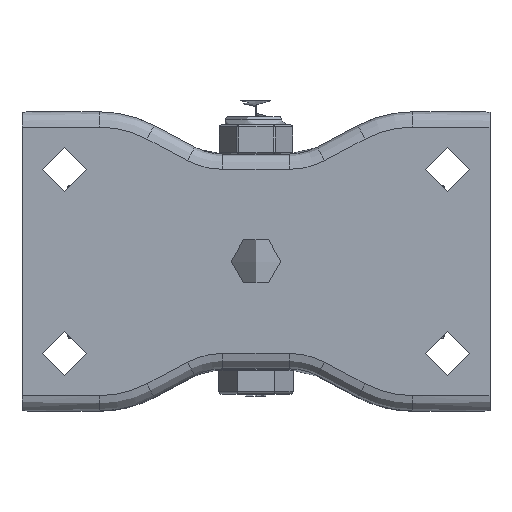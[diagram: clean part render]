
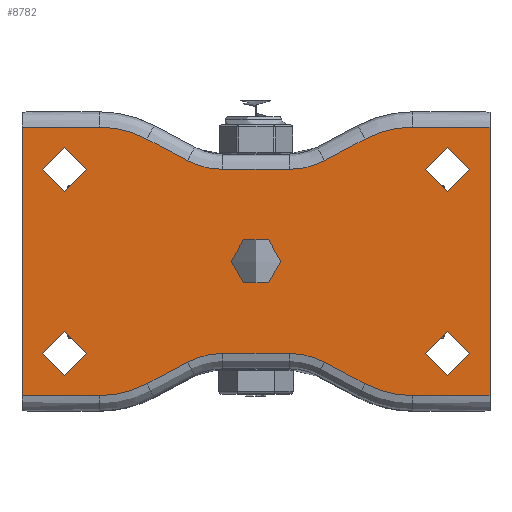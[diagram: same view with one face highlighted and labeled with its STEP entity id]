
A CAD part, top view. The second image highlights one B-rep face of the part: STEP entity #8782.
In plain terms, the highlighted planar face has unit normal (0, 0, 1).
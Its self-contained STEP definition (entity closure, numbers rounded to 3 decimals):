
#1054=FACE_BOUND('',#2121,.T.);
#1055=FACE_BOUND('',#2122,.T.);
#1056=FACE_BOUND('',#2123,.T.);
#1057=FACE_BOUND('',#2124,.T.);
#1058=FACE_BOUND('',#2125,.T.);
#1155=CIRCLE('',#9473,5.75);
#1157=CIRCLE('',#9476,5.75);
#1166=CIRCLE('',#9514,26.5);
#1169=CIRCLE('',#9519,19.5);
#1172=CIRCLE('',#9524,19.5);
#1175=CIRCLE('',#9529,26.5);
#1178=CIRCLE('',#9534,6.5);
#1183=CIRCLE('',#9542,5.75);
#1185=CIRCLE('',#9545,5.75);
#1192=CIRCLE('',#9565,26.5);
#1193=CIRCLE('',#9566,19.5);
#1194=CIRCLE('',#9567,19.5);
#1195=CIRCLE('',#9568,26.5);
#1196=CIRCLE('',#9569,6.5);
#1575=FACE_OUTER_BOUND('',#2120,.T.);
#2120=EDGE_LOOP('',(#6140,#6141,#6142,#6143,#6144,#6145,#6146,#6147,#6148,
#6149,#6150,#6151,#6152,#6153,#6154,#6155,#6156,#6157,#6158,#6159));
#2121=EDGE_LOOP('',(#6160,#6161));
#2122=EDGE_LOOP('',(#6162));
#2123=EDGE_LOOP('',(#6163));
#2124=EDGE_LOOP('',(#6164));
#2125=EDGE_LOOP('',(#6165));
#2759=LINE('',#12860,#3278);
#2760=LINE('',#12868,#3279);
#2761=LINE('',#12876,#3280);
#2762=LINE('',#12884,#3281);
#2763=LINE('',#12893,#3282);
#2775=LINE('',#12941,#3294);
#2791=LINE('',#13014,#3310);
#2792=LINE('',#13016,#3311);
#2793=LINE('',#13020,#3312);
#2794=LINE('',#13024,#3313);
#2795=LINE('',#13028,#3314);
#2796=LINE('',#13031,#3315);
#3278=VECTOR('',#10516,10.);
#3279=VECTOR('',#10527,10.);
#3280=VECTOR('',#10538,10.);
#3281=VECTOR('',#10549,10.);
#3282=VECTOR('',#10562,10.);
#3294=VECTOR('',#10608,1.);
#3310=VECTOR('',#10654,1.);
#3311=VECTOR('',#10655,10.);
#3312=VECTOR('',#10658,10.);
#3313=VECTOR('',#10661,10.);
#3314=VECTOR('',#10664,10.);
#3315=VECTOR('',#10667,10.);
#3767=VERTEX_POINT('',#12723);
#3769=VERTEX_POINT('',#12729);
#3799=VERTEX_POINT('',#12857);
#3800=VERTEX_POINT('',#12859);
#3801=VERTEX_POINT('',#12863);
#3802=VERTEX_POINT('',#12867);
#3803=VERTEX_POINT('',#12871);
#3804=VERTEX_POINT('',#12875);
#3805=VERTEX_POINT('',#12879);
#3806=VERTEX_POINT('',#12883);
#3807=VERTEX_POINT('',#12887);
#3808=VERTEX_POINT('',#12891);
#3810=VERTEX_POINT('',#12896);
#3811=VERTEX_POINT('',#12898);
#3822=VERTEX_POINT('',#12924);
#3824=VERTEX_POINT('',#12930);
#3827=VERTEX_POINT('',#12940);
#3845=VERTEX_POINT('',#13013);
#3846=VERTEX_POINT('',#13015);
#3847=VERTEX_POINT('',#13017);
#3848=VERTEX_POINT('',#13019);
#3849=VERTEX_POINT('',#13021);
#3850=VERTEX_POINT('',#13023);
#3851=VERTEX_POINT('',#13025);
#3852=VERTEX_POINT('',#13027);
#3853=VERTEX_POINT('',#13029);
#4615=EDGE_CURVE('',#3767,#3767,#1155,.T.);
#4618=EDGE_CURVE('',#3769,#3769,#1157,.T.);
#4669=EDGE_CURVE('',#3800,#3799,#2759,.T.);
#4671=EDGE_CURVE('',#3801,#3800,#1166,.T.);
#4673=EDGE_CURVE('',#3802,#3801,#2760,.T.);
#4675=EDGE_CURVE('',#3803,#3802,#1169,.T.);
#4677=EDGE_CURVE('',#3804,#3803,#2761,.T.);
#4679=EDGE_CURVE('',#3805,#3804,#1172,.T.);
#4681=EDGE_CURVE('',#3806,#3805,#2762,.T.);
#4683=EDGE_CURVE('',#3807,#3806,#1175,.T.);
#4686=EDGE_CURVE('',#3808,#3807,#2763,.T.);
#4688=EDGE_CURVE('',#3810,#3811,#1178,.T.);
#4701=EDGE_CURVE('',#3822,#3822,#1183,.T.);
#4704=EDGE_CURVE('',#3824,#3824,#1185,.T.);
#4708=EDGE_CURVE('',#3827,#3808,#2775,.T.);
#4735=EDGE_CURVE('',#3799,#3845,#2791,.T.);
#4736=EDGE_CURVE('',#3846,#3845,#2792,.T.);
#4737=EDGE_CURVE('',#3847,#3846,#1192,.T.);
#4738=EDGE_CURVE('',#3848,#3847,#2793,.T.);
#4739=EDGE_CURVE('',#3849,#3848,#1193,.T.);
#4740=EDGE_CURVE('',#3850,#3849,#2794,.T.);
#4741=EDGE_CURVE('',#3851,#3850,#1194,.T.);
#4742=EDGE_CURVE('',#3852,#3851,#2795,.T.);
#4743=EDGE_CURVE('',#3853,#3852,#1195,.T.);
#4744=EDGE_CURVE('',#3827,#3853,#2796,.T.);
#4745=EDGE_CURVE('',#3810,#3811,#1196,.T.);
#6140=ORIENTED_EDGE('',*,*,#4708,.T.);
#6141=ORIENTED_EDGE('',*,*,#4686,.T.);
#6142=ORIENTED_EDGE('',*,*,#4683,.T.);
#6143=ORIENTED_EDGE('',*,*,#4681,.T.);
#6144=ORIENTED_EDGE('',*,*,#4679,.T.);
#6145=ORIENTED_EDGE('',*,*,#4677,.T.);
#6146=ORIENTED_EDGE('',*,*,#4675,.T.);
#6147=ORIENTED_EDGE('',*,*,#4673,.T.);
#6148=ORIENTED_EDGE('',*,*,#4671,.T.);
#6149=ORIENTED_EDGE('',*,*,#4669,.T.);
#6150=ORIENTED_EDGE('',*,*,#4735,.T.);
#6151=ORIENTED_EDGE('',*,*,#4736,.F.);
#6152=ORIENTED_EDGE('',*,*,#4737,.F.);
#6153=ORIENTED_EDGE('',*,*,#4738,.F.);
#6154=ORIENTED_EDGE('',*,*,#4739,.F.);
#6155=ORIENTED_EDGE('',*,*,#4740,.F.);
#6156=ORIENTED_EDGE('',*,*,#4741,.F.);
#6157=ORIENTED_EDGE('',*,*,#4742,.F.);
#6158=ORIENTED_EDGE('',*,*,#4743,.F.);
#6159=ORIENTED_EDGE('',*,*,#4744,.F.);
#6160=ORIENTED_EDGE('',*,*,#4745,.T.);
#6161=ORIENTED_EDGE('',*,*,#4688,.F.);
#6162=ORIENTED_EDGE('',*,*,#4618,.F.);
#6163=ORIENTED_EDGE('',*,*,#4615,.F.);
#6164=ORIENTED_EDGE('',*,*,#4701,.T.);
#6165=ORIENTED_EDGE('',*,*,#4704,.T.);
#8555=PLANE('',#9564);
#8782=ADVANCED_FACE('',(#1575,#1054,#1055,#1056,#1057,#1058),#8555,.F.);
#9473=AXIS2_PLACEMENT_3D('',#12725,#10407,#10408);
#9476=AXIS2_PLACEMENT_3D('',#12731,#10414,#10415);
#9514=AXIS2_PLACEMENT_3D('',#12864,#10521,#10522);
#9519=AXIS2_PLACEMENT_3D('',#12872,#10532,#10533);
#9524=AXIS2_PLACEMENT_3D('',#12880,#10543,#10544);
#9529=AXIS2_PLACEMENT_3D('',#12888,#10554,#10555);
#9534=AXIS2_PLACEMENT_3D('',#12899,#10566,#10567);
#9542=AXIS2_PLACEMENT_3D('',#12926,#10590,#10591);
#9545=AXIS2_PLACEMENT_3D('',#12932,#10597,#10598);
#9564=AXIS2_PLACEMENT_3D('',#13012,#10652,#10653);
#9565=AXIS2_PLACEMENT_3D('',#13018,#10656,#10657);
#9566=AXIS2_PLACEMENT_3D('',#13022,#10659,#10660);
#9567=AXIS2_PLACEMENT_3D('',#13026,#10662,#10663);
#9568=AXIS2_PLACEMENT_3D('',#13030,#10665,#10666);
#9569=AXIS2_PLACEMENT_3D('',#13032,#10668,#10669);
#10407=DIRECTION('center_axis',(0.,0.,1.));
#10408=DIRECTION('ref_axis',(1.,0.,0.));
#10414=DIRECTION('center_axis',(0.,0.,1.));
#10415=DIRECTION('ref_axis',(1.,0.,0.));
#10516=DIRECTION('',(-1.,0.,0.));
#10521=DIRECTION('center_axis',(0.,0.,1.));
#10522=DIRECTION('ref_axis',(0.242,0.97,0.));
#10527=DIRECTION('',(-0.883,0.469,0.));
#10532=DIRECTION('center_axis',(0.,0.,-1.));
#10533=DIRECTION('ref_axis',(-0.242,-0.97,0.));
#10538=DIRECTION('',(-1.,0.,0.));
#10543=DIRECTION('center_axis',(0.,0.,-1.));
#10544=DIRECTION('ref_axis',(0.242,-0.97,0.));
#10549=DIRECTION('',(-0.883,-0.469,0.));
#10554=DIRECTION('center_axis',(0.,0.,1.));
#10555=DIRECTION('ref_axis',(-0.242,0.97,0.));
#10562=DIRECTION('',(-1.,0.,0.));
#10566=DIRECTION('center_axis',(0.,0.,1.));
#10567=DIRECTION('ref_axis',(-1.,0.,0.));
#10590=DIRECTION('center_axis',(0.,0.,-1.));
#10591=DIRECTION('ref_axis',(1.,0.,0.));
#10597=DIRECTION('center_axis',(0.,0.,-1.));
#10598=DIRECTION('ref_axis',(1.,0.,0.));
#10608=DIRECTION('',(0.,1.,0.));
#10652=DIRECTION('center_axis',(0.,0.,-1.));
#10653=DIRECTION('ref_axis',(0.,-1.,0.));
#10654=DIRECTION('',(0.,-1.,0.));
#10655=DIRECTION('',(-1.,0.,0.));
#10656=DIRECTION('center_axis',(0.,0.,-1.));
#10657=DIRECTION('ref_axis',(0.242,-0.97,0.));
#10658=DIRECTION('',(-0.883,-0.469,0.));
#10659=DIRECTION('center_axis',(0.,0.,1.));
#10660=DIRECTION('ref_axis',(-0.242,0.97,0.));
#10661=DIRECTION('',(-1.,0.,0.));
#10662=DIRECTION('center_axis',(0.,0.,1.));
#10663=DIRECTION('ref_axis',(0.242,0.97,0.));
#10664=DIRECTION('',(-0.883,0.469,0.));
#10665=DIRECTION('center_axis',(0.,0.,-1.));
#10666=DIRECTION('ref_axis',(-0.242,-0.97,0.));
#10667=DIRECTION('',(-1.,0.,0.));
#10668=DIRECTION('center_axis',(0.,0.,-1.));
#10669=DIRECTION('ref_axis',(-1.,0.,0.));
#12723=CARTESIAN_POINT('',(536.794,-26.195,0.));
#12725=CARTESIAN_POINT('Origin',(531.044,-26.195,0.));
#12729=CARTESIAN_POINT('',(436.794,-26.195,0.));
#12731=CARTESIAN_POINT('Origin',(431.044,-26.195,0.));
#12857=CARTESIAN_POINT('',(420.044,-15.195,0.));
#12859=CARTESIAN_POINT('',(440.167,-15.195,0.));
#12860=CARTESIAN_POINT('',(440.167,-15.195,0.));
#12863=CARTESIAN_POINT('',(452.608,-18.297,0.));
#12864=CARTESIAN_POINT('Origin',(440.167,-41.695,0.));
#12867=CARTESIAN_POINT('',(463.169,-23.913,0.));
#12868=CARTESIAN_POINT('',(456.243,-20.23,0.));
#12871=CARTESIAN_POINT('',(472.324,-26.195,0.));
#12872=CARTESIAN_POINT('Origin',(472.324,-6.695,0.));
#12875=CARTESIAN_POINT('',(489.763,-26.195,0.));
#12876=CARTESIAN_POINT('',(460.605,-26.195,0.));
#12879=CARTESIAN_POINT('',(498.918,-23.913,0.));
#12880=CARTESIAN_POINT('Origin',(489.763,-6.695,0.));
#12883=CARTESIAN_POINT('',(509.479,-18.297,0.));
#12884=CARTESIAN_POINT('',(477.612,-35.241,0.));
#12887=CARTESIAN_POINT('',(521.92,-15.195,0.));
#12888=CARTESIAN_POINT('Origin',(521.92,-41.695,0.));
#12891=CARTESIAN_POINT('',(542.044,-15.195,0.));
#12893=CARTESIAN_POINT('',(440.167,-15.195,0.));
#12896=CARTESIAN_POINT('',(487.544,-50.195,0.));
#12898=CARTESIAN_POINT('',(474.544,-50.195,0.));
#12899=CARTESIAN_POINT('Origin',(481.044,-50.195,0.));
#12924=CARTESIAN_POINT('',(536.794,-74.195,0.));
#12926=CARTESIAN_POINT('Origin',(531.044,-74.195,0.));
#12930=CARTESIAN_POINT('',(436.794,-74.195,0.));
#12932=CARTESIAN_POINT('Origin',(431.044,-74.195,0.));
#12940=CARTESIAN_POINT('',(542.044,-85.195,0.));
#12941=CARTESIAN_POINT('',(542.044,-85.695,0.));
#13012=CARTESIAN_POINT('Origin',(440.167,-58.695,0.));
#13013=CARTESIAN_POINT('',(420.044,-85.195,0.));
#13014=CARTESIAN_POINT('',(420.044,-50.195,0.));
#13015=CARTESIAN_POINT('',(440.167,-85.195,0.));
#13016=CARTESIAN_POINT('',(440.167,-85.195,0.));
#13017=CARTESIAN_POINT('',(452.608,-82.093,0.));
#13018=CARTESIAN_POINT('Origin',(440.167,-58.695,0.));
#13019=CARTESIAN_POINT('',(463.169,-76.478,0.));
#13020=CARTESIAN_POINT('',(456.243,-80.16,0.));
#13021=CARTESIAN_POINT('',(472.324,-74.195,0.));
#13022=CARTESIAN_POINT('Origin',(472.324,-93.695,0.));
#13023=CARTESIAN_POINT('',(489.763,-74.195,0.));
#13024=CARTESIAN_POINT('',(460.605,-74.195,0.));
#13025=CARTESIAN_POINT('',(498.918,-76.478,0.));
#13026=CARTESIAN_POINT('Origin',(489.763,-93.695,0.));
#13027=CARTESIAN_POINT('',(509.479,-82.093,0.));
#13028=CARTESIAN_POINT('',(477.612,-65.149,0.));
#13029=CARTESIAN_POINT('',(521.92,-85.195,0.));
#13030=CARTESIAN_POINT('Origin',(521.92,-58.695,0.));
#13031=CARTESIAN_POINT('',(440.167,-85.195,0.));
#13032=CARTESIAN_POINT('Origin',(481.044,-50.195,0.));
